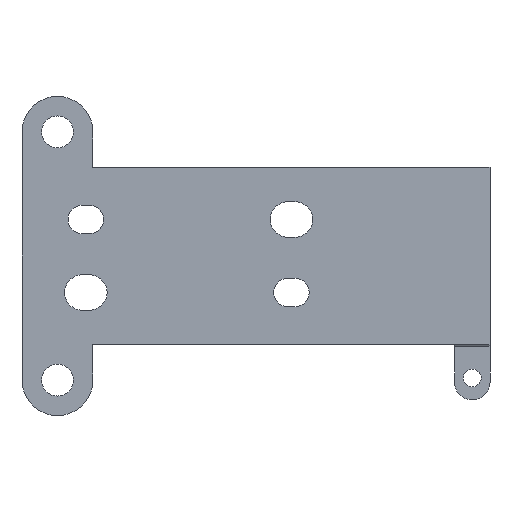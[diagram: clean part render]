
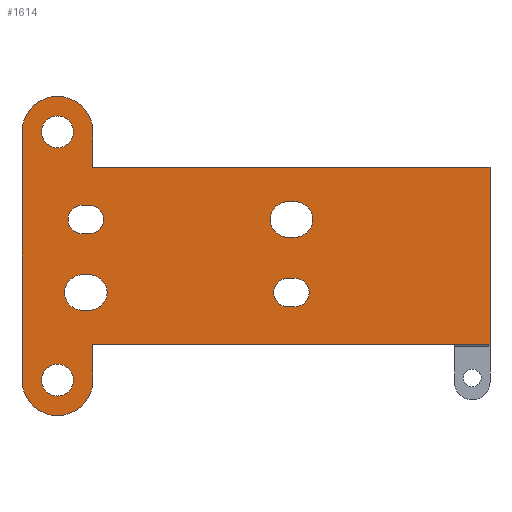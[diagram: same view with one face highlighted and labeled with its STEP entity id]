
A CAD part, front view. The second image highlights one B-rep face of the part: STEP entity #1614.
In plain terms, the highlighted planar face has unit normal (0, -1, 0).
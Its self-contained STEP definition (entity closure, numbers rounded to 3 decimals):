
#20=FACE_BOUND('',#201,.T.);
#21=FACE_BOUND('',#202,.T.);
#22=FACE_BOUND('',#203,.T.);
#23=FACE_BOUND('',#204,.T.);
#24=FACE_BOUND('',#205,.T.);
#25=FACE_BOUND('',#206,.T.);
#57=PLANE('',#1782);
#118=FACE_OUTER_BOUND('',#200,.T.);
#200=EDGE_LOOP('',(#1245,#1246,#1247,#1248,#1249,#1250,#1251,#1252));
#201=EDGE_LOOP('',(#1253,#1254));
#202=EDGE_LOOP('',(#1255,#1256));
#203=EDGE_LOOP('',(#1257,#1258,#1259,#1260));
#204=EDGE_LOOP('',(#1261,#1262,#1263,#1264));
#205=EDGE_LOOP('',(#1265,#1266,#1267,#1268));
#206=EDGE_LOOP('',(#1269,#1270,#1271,#1272));
#302=LINE('',#2587,#429);
#312=LINE('',#2609,#439);
#327=LINE('',#2638,#454);
#334=LINE('',#2654,#461);
#335=LINE('',#2659,#462);
#336=LINE('',#2660,#463);
#337=LINE('',#2663,#464);
#338=LINE('',#2667,#465);
#339=LINE('',#2671,#466);
#340=LINE('',#2675,#467);
#341=LINE('',#2679,#468);
#342=LINE('',#2683,#469);
#343=LINE('',#2687,#470);
#344=LINE('',#2691,#471);
#429=VECTOR('',#2088,1000.);
#439=VECTOR('',#2102,1000.);
#454=VECTOR('',#2125,1000.);
#461=VECTOR('',#2138,1000.);
#462=VECTOR('',#2145,1000.);
#463=VECTOR('',#2146,1000.);
#464=VECTOR('',#2147,1000.);
#465=VECTOR('',#2150,1000.);
#466=VECTOR('',#2153,1000.);
#467=VECTOR('',#2156,1000.);
#468=VECTOR('',#2159,1000.);
#469=VECTOR('',#2162,1000.);
#470=VECTOR('',#2165,1000.);
#471=VECTOR('',#2168,1000.);
#551=CIRCLE('',#1702,2.25);
#554=CIRCLE('',#1705,2.25);
#555=CIRCLE('',#1707,5.);
#557=CIRCLE('',#1710,2.25);
#560=CIRCLE('',#1713,2.25);
#608=CIRCLE('',#1783,5.);
#609=CIRCLE('',#1784,2.5);
#610=CIRCLE('',#1785,2.5);
#611=CIRCLE('',#1786,2.);
#612=CIRCLE('',#1787,2.);
#613=CIRCLE('',#1788,2.5);
#614=CIRCLE('',#1789,2.5);
#615=CIRCLE('',#1790,2.);
#616=CIRCLE('',#1791,2.);
#667=VERTEX_POINT('',#2436);
#668=VERTEX_POINT('',#2437);
#671=VERTEX_POINT('',#2446);
#672=VERTEX_POINT('',#2447);
#675=VERTEX_POINT('',#2455);
#676=VERTEX_POINT('',#2456);
#726=VERTEX_POINT('',#2584);
#727=VERTEX_POINT('',#2586);
#735=VERTEX_POINT('',#2605);
#737=VERTEX_POINT('',#2608);
#747=VERTEX_POINT('',#2637);
#754=VERTEX_POINT('',#2657);
#755=VERTEX_POINT('',#2661);
#756=VERTEX_POINT('',#2662);
#757=VERTEX_POINT('',#2664);
#758=VERTEX_POINT('',#2666);
#759=VERTEX_POINT('',#2669);
#760=VERTEX_POINT('',#2670);
#761=VERTEX_POINT('',#2672);
#762=VERTEX_POINT('',#2674);
#763=VERTEX_POINT('',#2677);
#764=VERTEX_POINT('',#2678);
#765=VERTEX_POINT('',#2680);
#766=VERTEX_POINT('',#2682);
#767=VERTEX_POINT('',#2685);
#768=VERTEX_POINT('',#2686);
#769=VERTEX_POINT('',#2688);
#770=VERTEX_POINT('',#2690);
#844=EDGE_CURVE('',#667,#668,#551,.T.);
#848=EDGE_CURVE('',#668,#667,#554,.T.);
#849=EDGE_CURVE('',#671,#672,#555,.T.);
#853=EDGE_CURVE('',#675,#676,#557,.T.);
#857=EDGE_CURVE('',#676,#675,#560,.T.);
#918=EDGE_CURVE('',#726,#727,#302,.T.);
#928=EDGE_CURVE('',#735,#737,#312,.T.);
#943=EDGE_CURVE('',#747,#672,#327,.T.);
#952=EDGE_CURVE('',#737,#726,#334,.T.);
#954=EDGE_CURVE('',#747,#754,#608,.T.);
#955=EDGE_CURVE('',#754,#727,#335,.T.);
#956=EDGE_CURVE('',#735,#671,#336,.T.);
#957=EDGE_CURVE('',#755,#756,#337,.T.);
#958=EDGE_CURVE('',#756,#757,#609,.T.);
#959=EDGE_CURVE('',#757,#758,#338,.T.);
#960=EDGE_CURVE('',#758,#755,#610,.T.);
#961=EDGE_CURVE('',#759,#760,#339,.T.);
#962=EDGE_CURVE('',#760,#761,#611,.T.);
#963=EDGE_CURVE('',#761,#762,#340,.T.);
#964=EDGE_CURVE('',#762,#759,#612,.T.);
#965=EDGE_CURVE('',#763,#764,#341,.T.);
#966=EDGE_CURVE('',#764,#765,#613,.T.);
#967=EDGE_CURVE('',#765,#766,#342,.T.);
#968=EDGE_CURVE('',#766,#763,#614,.T.);
#969=EDGE_CURVE('',#767,#768,#343,.T.);
#970=EDGE_CURVE('',#768,#769,#615,.T.);
#971=EDGE_CURVE('',#769,#770,#344,.T.);
#972=EDGE_CURVE('',#770,#767,#616,.T.);
#1245=ORIENTED_EDGE('',*,*,#943,.F.);
#1246=ORIENTED_EDGE('',*,*,#954,.T.);
#1247=ORIENTED_EDGE('',*,*,#955,.T.);
#1248=ORIENTED_EDGE('',*,*,#918,.F.);
#1249=ORIENTED_EDGE('',*,*,#952,.F.);
#1250=ORIENTED_EDGE('',*,*,#928,.F.);
#1251=ORIENTED_EDGE('',*,*,#956,.T.);
#1252=ORIENTED_EDGE('',*,*,#849,.T.);
#1253=ORIENTED_EDGE('',*,*,#853,.F.);
#1254=ORIENTED_EDGE('',*,*,#857,.F.);
#1255=ORIENTED_EDGE('',*,*,#844,.F.);
#1256=ORIENTED_EDGE('',*,*,#848,.F.);
#1257=ORIENTED_EDGE('',*,*,#957,.T.);
#1258=ORIENTED_EDGE('',*,*,#958,.T.);
#1259=ORIENTED_EDGE('',*,*,#959,.T.);
#1260=ORIENTED_EDGE('',*,*,#960,.T.);
#1261=ORIENTED_EDGE('',*,*,#961,.T.);
#1262=ORIENTED_EDGE('',*,*,#962,.T.);
#1263=ORIENTED_EDGE('',*,*,#963,.T.);
#1264=ORIENTED_EDGE('',*,*,#964,.T.);
#1265=ORIENTED_EDGE('',*,*,#965,.T.);
#1266=ORIENTED_EDGE('',*,*,#966,.T.);
#1267=ORIENTED_EDGE('',*,*,#967,.T.);
#1268=ORIENTED_EDGE('',*,*,#968,.T.);
#1269=ORIENTED_EDGE('',*,*,#969,.T.);
#1270=ORIENTED_EDGE('',*,*,#970,.T.);
#1271=ORIENTED_EDGE('',*,*,#971,.T.);
#1272=ORIENTED_EDGE('',*,*,#972,.T.);
#1614=ADVANCED_FACE('',(#118,#20,#21,#22,#23,#24,#25),#57,.F.);
#1702=AXIS2_PLACEMENT_3D('',#2438,#1928,#1929);
#1705=AXIS2_PLACEMENT_3D('',#2444,#1935,#1936);
#1707=AXIS2_PLACEMENT_3D('',#2448,#1939,#1940);
#1710=AXIS2_PLACEMENT_3D('',#2457,#1947,#1948);
#1713=AXIS2_PLACEMENT_3D('',#2463,#1954,#1955);
#1782=AXIS2_PLACEMENT_3D('',#2656,#2141,#2142);
#1783=AXIS2_PLACEMENT_3D('',#2658,#2143,#2144);
#1784=AXIS2_PLACEMENT_3D('',#2665,#2148,#2149);
#1785=AXIS2_PLACEMENT_3D('',#2668,#2151,#2152);
#1786=AXIS2_PLACEMENT_3D('',#2673,#2154,#2155);
#1787=AXIS2_PLACEMENT_3D('',#2676,#2157,#2158);
#1788=AXIS2_PLACEMENT_3D('',#2681,#2160,#2161);
#1789=AXIS2_PLACEMENT_3D('',#2684,#2163,#2164);
#1790=AXIS2_PLACEMENT_3D('',#2689,#2166,#2167);
#1791=AXIS2_PLACEMENT_3D('',#2692,#2169,#2170);
#1928=DIRECTION('center_axis',(0.,-1.,0.));
#1929=DIRECTION('ref_axis',(0.,0.,1.));
#1935=DIRECTION('center_axis',(0.,-1.,0.));
#1936=DIRECTION('ref_axis',(0.,0.,1.));
#1939=DIRECTION('center_axis',(0.,-1.,0.));
#1940=DIRECTION('ref_axis',(0.,0.,1.));
#1947=DIRECTION('center_axis',(0.,-1.,0.));
#1948=DIRECTION('ref_axis',(0.,0.,1.));
#1954=DIRECTION('center_axis',(0.,-1.,0.));
#1955=DIRECTION('ref_axis',(0.,0.,1.));
#2088=DIRECTION('',(-1.,0.,0.));
#2102=DIRECTION('',(1.,0.,0.));
#2125=DIRECTION('',(0.,0.,1.));
#2138=DIRECTION('',(0.,0.,-1.));
#2141=DIRECTION('center_axis',(0.,1.,0.));
#2142=DIRECTION('ref_axis',(0.,0.,1.));
#2143=DIRECTION('center_axis',(0.,-1.,0.));
#2144=DIRECTION('ref_axis',(0.,0.,1.));
#2145=DIRECTION('',(0.,0.,1.));
#2146=DIRECTION('',(0.,0.,1.));
#2147=DIRECTION('',(1.,0.,0.));
#2148=DIRECTION('center_axis',(0.,1.,0.));
#2149=DIRECTION('ref_axis',(0.,0.,1.));
#2150=DIRECTION('',(-1.,0.,0.));
#2151=DIRECTION('center_axis',(0.,1.,0.));
#2152=DIRECTION('ref_axis',(0.,0.,1.));
#2153=DIRECTION('',(-1.,0.,0.));
#2154=DIRECTION('center_axis',(0.,1.,0.));
#2155=DIRECTION('ref_axis',(0.,0.,1.));
#2156=DIRECTION('',(1.,0.,0.));
#2157=DIRECTION('center_axis',(0.,1.,0.));
#2158=DIRECTION('ref_axis',(0.,0.,1.));
#2159=DIRECTION('',(-1.,0.,0.));
#2160=DIRECTION('center_axis',(0.,1.,0.));
#2161=DIRECTION('ref_axis',(0.,0.,1.));
#2162=DIRECTION('',(1.,0.,0.));
#2163=DIRECTION('center_axis',(0.,1.,0.));
#2164=DIRECTION('ref_axis',(0.,0.,1.));
#2165=DIRECTION('',(1.,0.,0.));
#2166=DIRECTION('center_axis',(0.,1.,0.));
#2167=DIRECTION('ref_axis',(0.,0.,1.));
#2168=DIRECTION('',(-1.,0.,0.));
#2169=DIRECTION('center_axis',(0.,1.,0.));
#2170=DIRECTION('ref_axis',(0.,0.,1.));
#2436=CARTESIAN_POINT('',(-28.,0.,19.75));
#2437=CARTESIAN_POINT('',(-28.,0.,15.25));
#2438=CARTESIAN_POINT('Origin',(-28.,0.,17.5));
#2444=CARTESIAN_POINT('Origin',(-28.,0.,17.5));
#2446=CARTESIAN_POINT('',(-23.,0.,17.5));
#2447=CARTESIAN_POINT('',(-33.,0.,17.5));
#2448=CARTESIAN_POINT('Origin',(-28.,0.,17.5));
#2455=CARTESIAN_POINT('',(-28.,0.,-15.25));
#2456=CARTESIAN_POINT('',(-28.,0.,-19.75));
#2457=CARTESIAN_POINT('Origin',(-28.,0.,-17.5));
#2463=CARTESIAN_POINT('Origin',(-28.,0.,-17.5));
#2584=CARTESIAN_POINT('',(33.,0.,-12.5));
#2586=CARTESIAN_POINT('',(-23.,0.,-12.5));
#2587=CARTESIAN_POINT('',(33.,0.,-12.5));
#2605=CARTESIAN_POINT('',(-23.,0.,12.5));
#2608=CARTESIAN_POINT('',(33.,0.,12.5));
#2609=CARTESIAN_POINT('',(33.,0.,12.5));
#2637=CARTESIAN_POINT('',(-33.,0.,-17.5));
#2638=CARTESIAN_POINT('',(-33.,0.,12.5));
#2654=CARTESIAN_POINT('',(33.,0.,12.5));
#2656=CARTESIAN_POINT('Origin',(0.,0.,0.));
#2657=CARTESIAN_POINT('',(-23.,0.,-17.5));
#2658=CARTESIAN_POINT('Origin',(-28.,0.,-17.5));
#2659=CARTESIAN_POINT('',(-23.,0.,-17.5));
#2660=CARTESIAN_POINT('',(-23.,0.,17.5));
#2661=CARTESIAN_POINT('',(4.5,0.,7.65));
#2662=CARTESIAN_POINT('',(5.5,0.,7.65));
#2663=CARTESIAN_POINT('',(5.5,0.,7.65));
#2664=CARTESIAN_POINT('',(5.5,0.,2.65));
#2665=CARTESIAN_POINT('Origin',(5.5,0.,5.15));
#2666=CARTESIAN_POINT('',(4.5,0.,2.65));
#2667=CARTESIAN_POINT('',(5.5,0.,2.65));
#2668=CARTESIAN_POINT('Origin',(4.5,0.,5.15));
#2669=CARTESIAN_POINT('',(5.5,0.,-7.15));
#2670=CARTESIAN_POINT('',(4.5,0.,-7.15));
#2671=CARTESIAN_POINT('',(4.5,0.,-7.15));
#2672=CARTESIAN_POINT('',(4.5,0.,-3.15));
#2673=CARTESIAN_POINT('Origin',(4.5,0.,-5.15));
#2674=CARTESIAN_POINT('',(5.5,0.,-3.15));
#2675=CARTESIAN_POINT('',(4.5,0.,-3.15));
#2676=CARTESIAN_POINT('Origin',(5.5,0.,-5.15));
#2677=CARTESIAN_POINT('',(-23.5,0.,-7.65));
#2678=CARTESIAN_POINT('',(-24.5,0.,-7.65));
#2679=CARTESIAN_POINT('',(-24.5,0.,-7.65));
#2680=CARTESIAN_POINT('',(-24.5,0.,-2.65));
#2681=CARTESIAN_POINT('Origin',(-24.5,0.,-5.15));
#2682=CARTESIAN_POINT('',(-23.5,0.,-2.65));
#2683=CARTESIAN_POINT('',(-24.5,0.,-2.65));
#2684=CARTESIAN_POINT('Origin',(-23.5,0.,-5.15));
#2685=CARTESIAN_POINT('',(-24.5,0.,7.15));
#2686=CARTESIAN_POINT('',(-23.5,0.,7.15));
#2687=CARTESIAN_POINT('',(-23.5,0.,7.15));
#2688=CARTESIAN_POINT('',(-23.5,0.,3.15));
#2689=CARTESIAN_POINT('Origin',(-23.5,0.,5.15));
#2690=CARTESIAN_POINT('',(-24.5,0.,3.15));
#2691=CARTESIAN_POINT('',(-23.5,0.,3.15));
#2692=CARTESIAN_POINT('Origin',(-24.5,0.,5.15));
